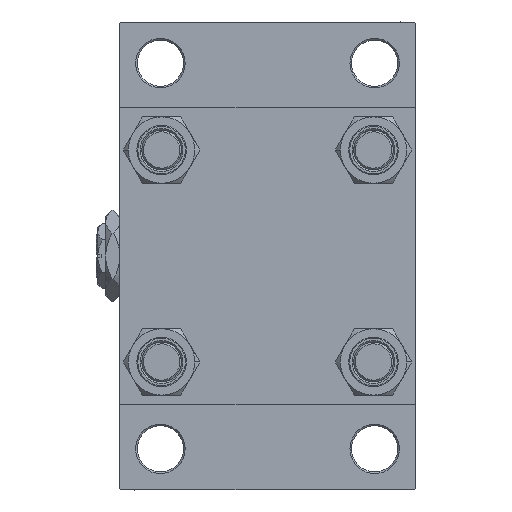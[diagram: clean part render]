
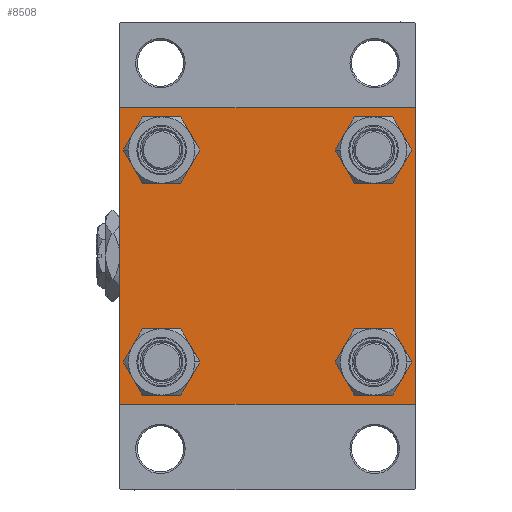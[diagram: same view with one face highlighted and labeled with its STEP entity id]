
A CAD part, left-side view. The second image highlights one B-rep face of the part: STEP entity #8508.
In plain terms, the highlighted planar face has unit normal (-1, 0, 0).
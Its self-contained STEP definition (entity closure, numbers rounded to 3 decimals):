
#256 = EDGE_CURVE ( 'NONE', #9057, #2451, #40719, .T. ) ;
#269 = ORIENTED_EDGE ( 'NONE', *, *, #28660, .T. ) ;
#432 = VERTEX_POINT ( 'NONE', #24258 ) ;
#553 = VECTOR ( 'NONE', #36252, 1000. ) ;
#607 = FACE_BOUND ( 'NONE', #44611, .T. ) ;
#756 = VERTEX_POINT ( 'NONE', #20448 ) ;
#860 = FACE_BOUND ( 'NONE', #34605, .T. ) ;
#1062 = EDGE_CURVE ( 'NONE', #1537, #8436, #10932, .T. ) ;
#1479 = LINE ( 'NONE', #12199, #2025 ) ;
#1537 = VERTEX_POINT ( 'NONE', #8032 ) ;
#1689 = AXIS2_PLACEMENT_3D ( 'NONE', #21161, #25397, #32376 ) ;
#1928 = VERTEX_POINT ( 'NONE', #30129 ) ;
#2025 = VECTOR ( 'NONE', #15699, 1000. ) ;
#2042 = VERTEX_POINT ( 'NONE', #12435 ) ;
#2451 = VERTEX_POINT ( 'NONE', #26292 ) ;
#4028 = EDGE_CURVE ( 'NONE', #46911, #10715, #22998, .T. ) ;
#4045 = VECTOR ( 'NONE', #38614, 1000. ) ;
#4879 = CARTESIAN_POINT ( 'NONE',  ( 0., 32.15, 38.65 ) ) ;
#5844 = CARTESIAN_POINT ( 'NONE',  ( 0., -44.75, -44.75 ) ) ;
#6087 = EDGE_CURVE ( 'NONE', #10715, #46911, #20681, .T. ) ;
#6144 = EDGE_CURVE ( 'NONE', #40070, #1928, #38162, .T. ) ;
#6264 = ORIENTED_EDGE ( 'NONE', *, *, #6144, .T. ) ;
#6958 = CARTESIAN_POINT ( 'NONE',  ( 0., -44.75, 44.75 ) ) ;
#7457 = DIRECTION ( 'NONE',  ( 1., 0., 0. ) ) ;
#8032 = CARTESIAN_POINT ( 'NONE',  ( 0., -32.15, -38.65 ) ) ;
#8100 = FACE_OUTER_BOUND ( 'NONE', #35170, .T. ) ;
#8436 = VERTEX_POINT ( 'NONE', #15806 ) ;
#8491 = DIRECTION ( 'NONE',  ( 0., 0., 1. ) ) ;
#8508 = ADVANCED_FACE ( 'NONE', ( #607, #46435, #15311, #860, #8100 ), #30503, .T. ) ;
#8654 = AXIS2_PLACEMENT_3D ( 'NONE', #41582, #7457, #15179 ) ;
#9057 = VERTEX_POINT ( 'NONE', #32238 ) ;
#9590 = LINE ( 'NONE', #5844, #42522 ) ;
#9848 = ORIENTED_EDGE ( 'NONE', *, *, #39681, .F. ) ;
#10211 = AXIS2_PLACEMENT_3D ( 'NONE', #46495, #36026, #12375 ) ;
#10449 = LINE ( 'NONE', #6958, #48603 ) ;
#10555 = LINE ( 'NONE', #48415, #17480 ) ;
#10678 = DIRECTION ( 'NONE',  ( 0., 0., -1. ) ) ;
#10715 = VERTEX_POINT ( 'NONE', #13271 ) ;
#10885 = CARTESIAN_POINT ( 'NONE',  ( 0., 32.15, -32.15 ) ) ;
#10932 = CIRCLE ( 'NONE', #38768, 6.5 ) ;
#11252 = EDGE_LOOP ( 'NONE', ( #32665, #25479 ) ) ;
#11786 = CARTESIAN_POINT ( 'NONE',  ( 0., 32.15, -38.65 ) ) ;
#11822 = DIRECTION ( 'NONE',  ( 0., 0., 1. ) ) ;
#12199 = CARTESIAN_POINT ( 'NONE',  ( 0., 45., 45. ) ) ;
#12375 = DIRECTION ( 'NONE',  ( 0., 0., 1. ) ) ;
#12435 = CARTESIAN_POINT ( 'NONE',  ( 0., -44.5, 45. ) ) ;
#12671 = DIRECTION ( 'NONE',  ( 0., 0., 1. ) ) ;
#13080 = ORIENTED_EDGE ( 'NONE', *, *, #37924, .T. ) ;
#13150 = AXIS2_PLACEMENT_3D ( 'NONE', #16193, #24174, #8491 ) ;
#13271 = CARTESIAN_POINT ( 'NONE',  ( 0., 32.15, -25.65 ) ) ;
#14609 = DIRECTION ( 'NONE',  ( 1., 0., 0. ) ) ;
#14658 = VERTEX_POINT ( 'NONE', #41365 ) ;
#15179 = DIRECTION ( 'NONE',  ( 0., 0., 1. ) ) ;
#15311 = FACE_BOUND ( 'NONE', #11252, .T. ) ;
#15699 = DIRECTION ( 'NONE',  ( 0., 0., -1. ) ) ;
#15806 = CARTESIAN_POINT ( 'NONE',  ( 0., -32.15, -25.65 ) ) ;
#16193 = CARTESIAN_POINT ( 'NONE',  ( 0., -32.15, 32.15 ) ) ;
#16755 = ORIENTED_EDGE ( 'NONE', *, *, #39562, .T. ) ;
#17208 = ORIENTED_EDGE ( 'NONE', *, *, #36342, .T. ) ;
#17348 = CIRCLE ( 'NONE', #10211, 6.5 ) ;
#17480 = VECTOR ( 'NONE', #34211, 1000. ) ;
#17664 = CARTESIAN_POINT ( 'NONE',  ( 0., -45., 44.5 ) ) ;
#18624 = CIRCLE ( 'NONE', #13150, 6.5 ) ;
#19460 = EDGE_CURVE ( 'NONE', #2451, #29562, #1479, .T. ) ;
#19787 = DIRECTION ( 'NONE',  ( -1., 0., 0. ) ) ;
#20198 = EDGE_CURVE ( 'NONE', #756, #22773, #18624, .T. ) ;
#20448 = CARTESIAN_POINT ( 'NONE',  ( 0., -32.15, 38.65 ) ) ;
#20681 = CIRCLE ( 'NONE', #30202, 6.5 ) ;
#20941 = EDGE_CURVE ( 'NONE', #23211, #432, #9590, .T. ) ;
#21038 = DIRECTION ( 'NONE',  ( 0., -0.707, 0.707 ) ) ;
#21161 = CARTESIAN_POINT ( 'NONE',  ( 0., -32.15, -32.15 ) ) ;
#22045 = CARTESIAN_POINT ( 'NONE',  ( 0., 44.75, 44.75 ) ) ;
#22205 = CARTESIAN_POINT ( 'NONE',  ( 0., -44.5, -45. ) ) ;
#22395 = LINE ( 'NONE', #48546, #39850 ) ;
#22711 = CARTESIAN_POINT ( 'NONE',  ( 0., 45., 45. ) ) ;
#22773 = VERTEX_POINT ( 'NONE', #45272 ) ;
#22998 = CIRCLE ( 'NONE', #35688, 6.5 ) ;
#23211 = VERTEX_POINT ( 'NONE', #22205 ) ;
#23652 = DIRECTION ( 'NONE',  ( 1., 0., 0. ) ) ;
#24174 = DIRECTION ( 'NONE',  ( 1., 0., 0. ) ) ;
#24258 = CARTESIAN_POINT ( 'NONE',  ( 0., -45., -44.5 ) ) ;
#24842 = CARTESIAN_POINT ( 'NONE',  ( 0., 45., -44.5 ) ) ;
#25110 = DIRECTION ( 'NONE',  ( 1., 0., 0. ) ) ;
#25397 = DIRECTION ( 'NONE',  ( 1., 0., 0. ) ) ;
#25479 = ORIENTED_EDGE ( 'NONE', *, *, #4028, .T. ) ;
#26086 = CARTESIAN_POINT ( 'NONE',  ( 0., 32.15, -32.15 ) ) ;
#26200 = ORIENTED_EDGE ( 'NONE', *, *, #20941, .T. ) ;
#26292 = CARTESIAN_POINT ( 'NONE',  ( 0., 45., 44.5 ) ) ;
#26338 = DIRECTION ( 'NONE',  ( 1., 0., 0. ) ) ;
#28581 = VECTOR ( 'NONE', #49102, 1000. ) ;
#28660 = EDGE_CURVE ( 'NONE', #1928, #40070, #17348, .T. ) ;
#29562 = VERTEX_POINT ( 'NONE', #24842 ) ;
#30129 = CARTESIAN_POINT ( 'NONE',  ( 0., 32.15, 25.65 ) ) ;
#30202 = AXIS2_PLACEMENT_3D ( 'NONE', #26086, #14609, #40284 ) ;
#30293 = EDGE_CURVE ( 'NONE', #22773, #756, #30932, .T. ) ;
#30503 = PLANE ( 'NONE',  #31884 ) ;
#30932 = CIRCLE ( 'NONE', #8654, 6.5 ) ;
#31397 = CARTESIAN_POINT ( 'NONE',  ( 0., 44.75, -44.75 ) ) ;
#31884 = AXIS2_PLACEMENT_3D ( 'NONE', #34745, #19787, #11822 ) ;
#31969 = ORIENTED_EDGE ( 'NONE', *, *, #256, .T. ) ;
#32238 = CARTESIAN_POINT ( 'NONE',  ( 0., 44.5, 45. ) ) ;
#32376 = DIRECTION ( 'NONE',  ( 0., 0., 1. ) ) ;
#32625 = ORIENTED_EDGE ( 'NONE', *, *, #19460, .T. ) ;
#32665 = ORIENTED_EDGE ( 'NONE', *, *, #6087, .T. ) ;
#34211 = DIRECTION ( 'NONE',  ( 0., -1., 0. ) ) ;
#34517 = EDGE_CURVE ( 'NONE', #9057, #2042, #45357, .T. ) ;
#34605 = EDGE_LOOP ( 'NONE', ( #6264, #269 ) ) ;
#34745 = CARTESIAN_POINT ( 'NONE',  ( 0., 0., 0. ) ) ;
#35144 = LINE ( 'NONE', #31397, #4045 ) ;
#35170 = EDGE_LOOP ( 'NONE', ( #32625, #45882, #17208, #26200, #9848, #13080, #40906, #31969 ) ) ;
#35210 = ORIENTED_EDGE ( 'NONE', *, *, #30293, .T. ) ;
#35688 = AXIS2_PLACEMENT_3D ( 'NONE', #10885, #26338, #49247 ) ;
#35909 = CIRCLE ( 'NONE', #1689, 6.5 ) ;
#36026 = DIRECTION ( 'NONE',  ( 1., 0., 0. ) ) ;
#36252 = DIRECTION ( 'NONE',  ( 0., 0.707, -0.707 ) ) ;
#36342 = EDGE_CURVE ( 'NONE', #14658, #23211, #10555, .T. ) ;
#36595 = EDGE_LOOP ( 'NONE', ( #16755, #45288 ) ) ;
#37671 = EDGE_CURVE ( 'NONE', #29562, #14658, #35144, .T. ) ;
#37815 = DIRECTION ( 'NONE',  ( 0., 0.707, 0.707 ) ) ;
#37924 = EDGE_CURVE ( 'NONE', #46531, #2042, #10449, .T. ) ;
#38162 = CIRCLE ( 'NONE', #48517, 6.5 ) ;
#38614 = DIRECTION ( 'NONE',  ( 0., -0.707, -0.707 ) ) ;
#38768 = AXIS2_PLACEMENT_3D ( 'NONE', #46545, #23652, #12671 ) ;
#39562 = EDGE_CURVE ( 'NONE', #8436, #1537, #35909, .T. ) ;
#39681 = EDGE_CURVE ( 'NONE', #46531, #432, #22395, .T. ) ;
#39850 = VECTOR ( 'NONE', #10678, 1000. ) ;
#40070 = VERTEX_POINT ( 'NONE', #4879 ) ;
#40284 = DIRECTION ( 'NONE',  ( 0., 0., 1. ) ) ;
#40719 = LINE ( 'NONE', #22045, #553 ) ;
#40906 = ORIENTED_EDGE ( 'NONE', *, *, #34517, .F. ) ;
#41365 = CARTESIAN_POINT ( 'NONE',  ( 0., 44.5, -45. ) ) ;
#41582 = CARTESIAN_POINT ( 'NONE',  ( 0., -32.15, 32.15 ) ) ;
#42522 = VECTOR ( 'NONE', #21038, 1000. ) ;
#43701 = ORIENTED_EDGE ( 'NONE', *, *, #20198, .T. ) ;
#44517 = DIRECTION ( 'NONE',  ( 0., 0., 1. ) ) ;
#44611 = EDGE_LOOP ( 'NONE', ( #43701, #35210 ) ) ;
#45272 = CARTESIAN_POINT ( 'NONE',  ( 0., -32.15, 25.65 ) ) ;
#45288 = ORIENTED_EDGE ( 'NONE', *, *, #1062, .T. ) ;
#45357 = LINE ( 'NONE', #22711, #28581 ) ;
#45882 = ORIENTED_EDGE ( 'NONE', *, *, #37671, .T. ) ;
#46435 = FACE_BOUND ( 'NONE', #36595, .T. ) ;
#46495 = CARTESIAN_POINT ( 'NONE',  ( 0., 32.15, 32.15 ) ) ;
#46531 = VERTEX_POINT ( 'NONE', #17664 ) ;
#46545 = CARTESIAN_POINT ( 'NONE',  ( 0., -32.15, -32.15 ) ) ;
#46911 = VERTEX_POINT ( 'NONE', #11786 ) ;
#48007 = CARTESIAN_POINT ( 'NONE',  ( 0., 32.15, 32.15 ) ) ;
#48415 = CARTESIAN_POINT ( 'NONE',  ( 0., 45., -45. ) ) ;
#48517 = AXIS2_PLACEMENT_3D ( 'NONE', #48007, #25110, #44517 ) ;
#48546 = CARTESIAN_POINT ( 'NONE',  ( 0., -45., 45. ) ) ;
#48603 = VECTOR ( 'NONE', #37815, 1000. ) ;
#49102 = DIRECTION ( 'NONE',  ( 0., -1., 0. ) ) ;
#49247 = DIRECTION ( 'NONE',  ( 0., 0., 1. ) ) ;
